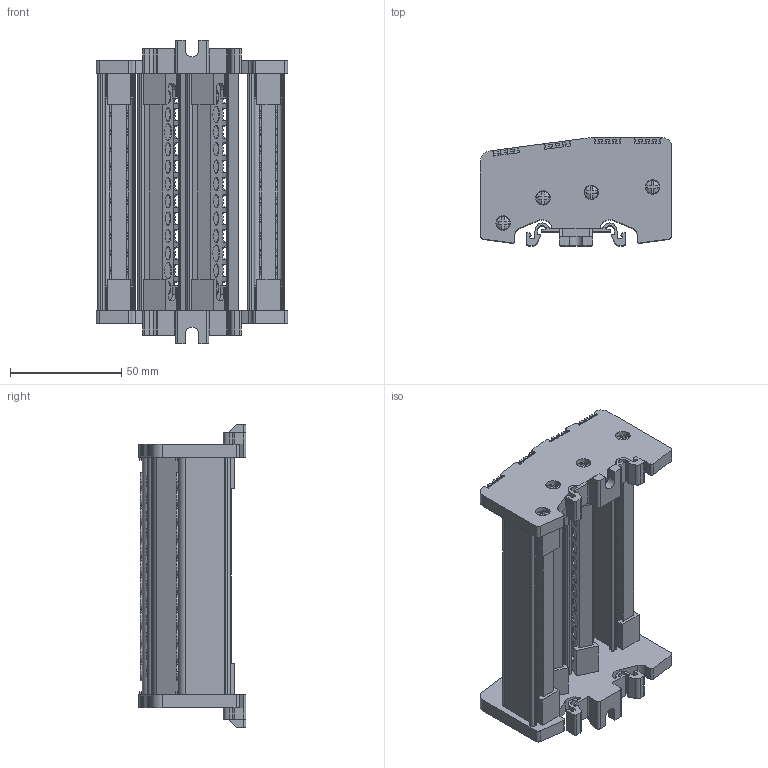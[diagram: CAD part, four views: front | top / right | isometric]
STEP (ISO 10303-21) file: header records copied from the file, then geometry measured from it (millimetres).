
FILE_DESCRIPTION (( 'STEP AP203' ), '1' );
FILE_NAME ('7x12 Dört Kutuplu Daðýtýcý Ünite - 12 Delikli.STEP', '2019-01-22T12:37:11', ( '' ), ( '' ), 'SwSTEP 2.0', 'SolidWorks 2011', '' );
FILE_SCHEMA (( 'CONFIG_CONTROL_DESIGN' ));
Length unit declared in the file: millimetre
Products named in the file (1): 7x12 Dört Kutuplu Daðýtýcý Ünite - 12 Delikli
Bounding box: 86 x 48.5 x 136.7 mm (x, y, z)
Volume: 107472.7 mm3; surface area: 94710.8 mm2
Topology: 1 solids, 13 shells, 3626 faces, 10222 edges, 6770 vertices
Faces by surface type: plane 1744, cylinder 1154, cone 596, bspline 104, torus 28
Entity records: 121395 total; most frequent: CARTESIAN_POINT 25825, ORIENTED_EDGE 20444, DIRECTION 20074, EDGE_CURVE 10222, AXIS2_PLACEMENT_3D 7203, VERTEX_POINT 6770, LINE 5668, VECTOR 5668
